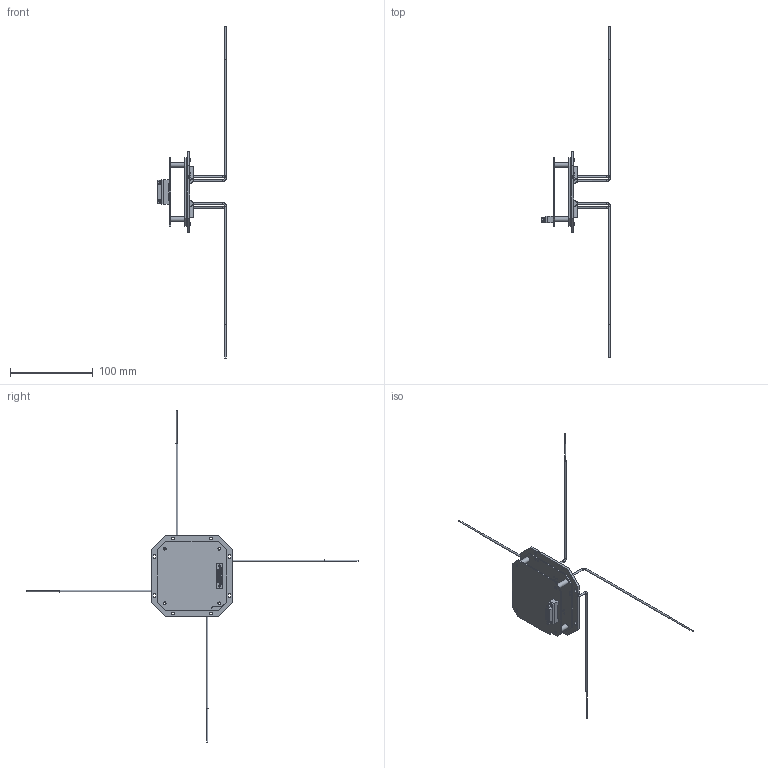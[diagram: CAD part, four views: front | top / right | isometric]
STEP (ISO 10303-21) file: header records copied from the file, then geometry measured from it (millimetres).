
FILE_DESCRIPTION(/* description */ (''),/* implementation_level */ '2;1');
FILE_NAME(/* name */ 'QB_50_UiO_dummy_06_deployed.stp',/* time_stamp */ '2014-07-11T09:24:33+02:00',/* author */ ('jonasrin'),/* organization */ (''),/* preprocessor_version */ 'ST-DEVELOPER v15.2',/* originating_system */ 'Autodesk Inventor 2014',/* authorisation */ '');
FILE_SCHEMA (('AUTOMOTIVE_DESIGN { 1 0 10303 214 3 1 1 }'));
Length unit declared in the file: millimetre
Products named in the file (11): QB_50_common_top_plate_06_påske; Part6; Part8; Part10; Assembly1; Part12; 25pin_Dsub_new; QB_50_cb_04; probe_dummy_deployed_2; hylse_D6_d3.2_L17.4; QB_50_UiO_dummy_06_deployed
Bounding box: 83.07 x 402 x 402 mm (x, y, z)
Volume: 53770.3 mm3; surface area: 59200.2 mm2
Topology: 15 solids, 15 shells, 555 faces, 1399 edges, 941 vertices
Faces by surface type: plane 308, cylinder 211, cone 24, sphere 8, torus 4
Full cylindrical faces by diameter (mm): 0.6 x25, 0.8 x25, 1.2 x8, 1.3 x20, 1.5 x4, 1.8 x8, 2.134 x4, 2.2 x8, 2.3 x4, 2.43 x2, 2.459 x4, 3 x2, 3.2 x16, 6 x8, 7.5 x4
Entity records: 12636 total; most frequent: DIRECTION 2225, CARTESIAN_POINT 2211, ORIENTED_EDGE 1812, EDGE_CURVE 906, AXIS2_PLACEMENT_3D 879, EDGE_LOOP 737, VERTEX_POINT 685, LINE 467
